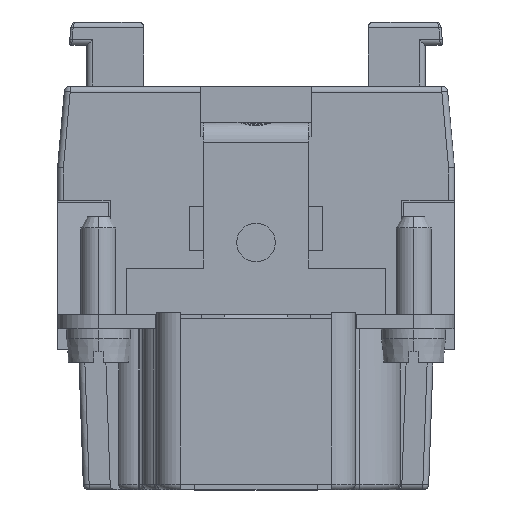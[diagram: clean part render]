
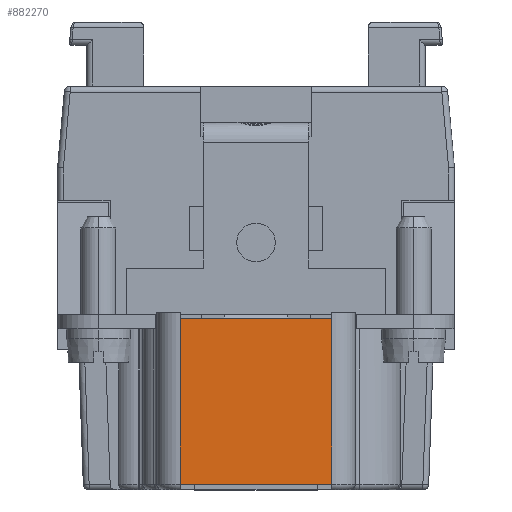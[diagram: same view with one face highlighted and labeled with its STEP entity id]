
A CAD part, left-side view. The second image highlights one B-rep face of the part: STEP entity #882270.
In plain terms, the highlighted face is planar.
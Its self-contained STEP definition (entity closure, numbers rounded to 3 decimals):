
#881750=CARTESIAN_POINT('',(129.046,22.176,
-19.));
#881760=VERTEX_POINT('',#881750);
#881900=CARTESIAN_POINT('',(129.046,45.676,
-18.9));
#881910=DIRECTION('',(1.,0.,0.));
#881920=DIRECTION('',(0.,-1.,0.));
#881930=AXIS2_PLACEMENT_3D('',#881900,#881910,#881920);
#881940=PLANE('',#881930);
#881950=CARTESIAN_POINT('',(129.046,22.176,
0.));
#881960=DIRECTION('',(0.,0.,-1.));
#881970=VECTOR('',#881960,1000.);
#881980=LINE('',#881950,#881970);
#881990=CARTESIAN_POINT('',(129.046,22.176,
-4.8));
#882000=VERTEX_POINT('',#881990);
#882010=EDGE_CURVE('',#882000,#881760,#881980,.T.);
#882020=ORIENTED_EDGE('',*,*,#882010,.T.);
#882030=CARTESIAN_POINT('',(129.046,77.259,
-4.8));
#882040=DIRECTION('',(0.,1.,0.));
#882050=VECTOR('',#882040,1000.);
#882060=LINE('',#882030,#882050);
#882070=CARTESIAN_POINT('',(129.046,35.176,
-4.8));
#882080=VERTEX_POINT('',#882070);
#882090=EDGE_CURVE('',#882000,#882080,#882060,.T.);
#882100=ORIENTED_EDGE('',*,*,#882090,.F.);
#882110=CARTESIAN_POINT('',(129.046,35.176,
0.));
#882120=DIRECTION('',(0.,0.,1.));
#882130=VECTOR('',#882120,1000.);
#882140=LINE('',#882110,#882130);
#882150=CARTESIAN_POINT('',(129.046,35.176,
-19.));
#882160=VERTEX_POINT('',#882150);
#882170=EDGE_CURVE('',#882160,#882080,#882140,.T.);
#882180=ORIENTED_EDGE('',*,*,#882170,.T.);
#882190=CARTESIAN_POINT('',(129.046,77.259,
-19.));
#882200=DIRECTION('',(0.,-1.,0.));
#882210=VECTOR('',#882200,1000.);
#882220=LINE('',#882190,#882210);
#882230=EDGE_CURVE('',#882160,#881760,#882220,.T.);
#882240=ORIENTED_EDGE('',*,*,#882230,.F.);
#882250=EDGE_LOOP('',(#882240,#882180,#882100,#882020));
#882260=FACE_OUTER_BOUND('',#882250,.T.);
#882270=ADVANCED_FACE('',(#882260),#881940,.T.);
